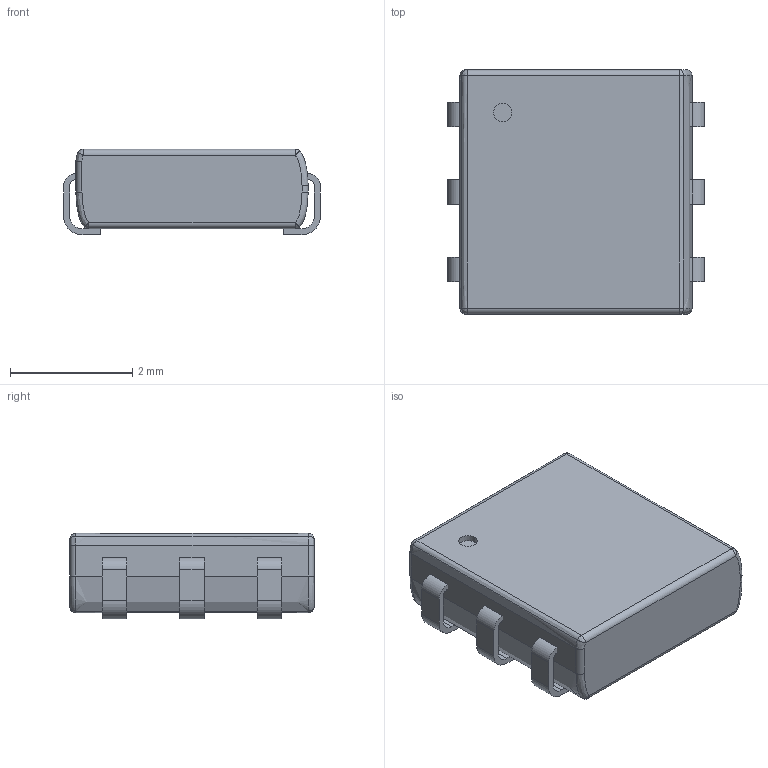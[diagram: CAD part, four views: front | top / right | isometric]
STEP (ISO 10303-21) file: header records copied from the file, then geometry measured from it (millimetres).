
FILE_DESCRIPTION (( 'STEP AP214' ), '1' );
FILE_NAME ('User Library-TSOC6.STEP', '2025-05-20T13:16:24', ( '' ), ( '' ), 'SwSTEP 2.0', 'SolidWorks 2022', '' );
FILE_SCHEMA (( 'AUTOMOTIVE_DESIGN' ));
Length unit declared in the file: millimetre
Products named in the file (8): User Library-TSOC6; Part_2647; Part_3675; Part_3751; Part_3903; Part_2448; Part_3827; Part_3563
Assembly tree (7 placements, depth 2):
  User Library-TSOC6
    Part_3563
    Part_3751
    Part_2647
    Part_3675
    Part_3903
    Part_3827
    Part_2448
Bounding box: 4.2 x 4 x 1.4 mm (x, y, z)
Volume: 19.8 mm3; surface area: 58.8 mm2
Topology: 7 solids, 7 shells, 125 faces, 307 edges, 193 vertices
Faces by surface type: plane 67, cylinder 34, bspline 24
Entity records: 7509 total; most frequent: CARTESIAN_POINT 3011, ORIENTED_EDGE 606, DIRECTION 540, EDGE_CURVE 303, LINE 194, VECTOR 194, VERTEX_POINT 193, AXIS2_PLACEMENT_3D 173
